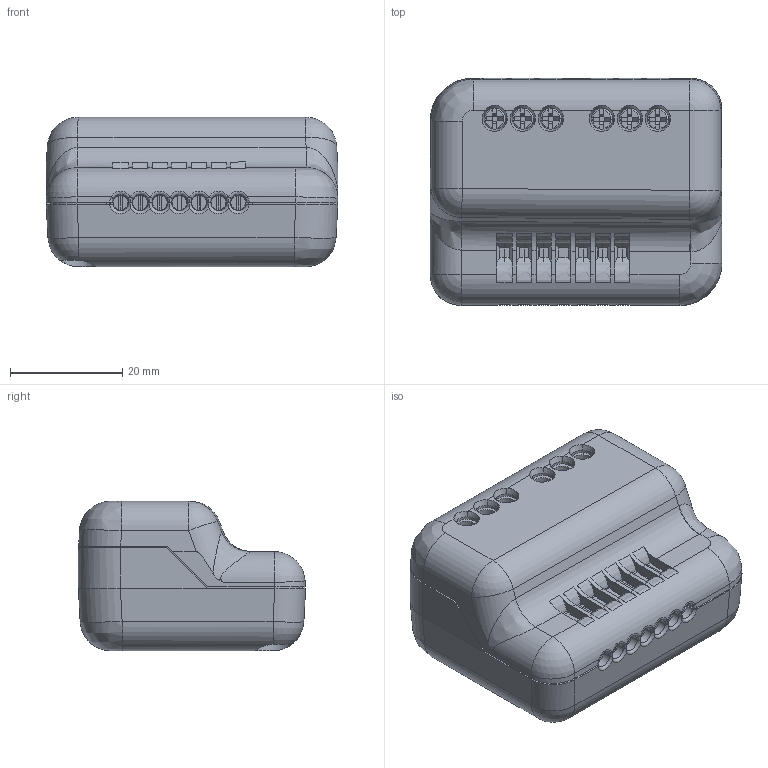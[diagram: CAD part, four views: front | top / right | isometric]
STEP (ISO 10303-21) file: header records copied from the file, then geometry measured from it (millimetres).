
FILE_DESCRIPTION((''),'2;1');
FILE_NAME('multipla.stp','2025-05-07T16:14:33',(''),(''),'STEP Write','Mastercam X9 ... CNC Software, Inc.','');
FILE_SCHEMA(('AUTOMOTIVE_DESIGN'));
Length unit declared in the file: millimetre
Products named in the file (1): None
Bounding box: 52 x 40.51 x 26.65 mm (x, y, z)
Volume: 24207.3 mm3; surface area: 31664.8 mm2
Topology: 49 solids, 49 shells, 1813 faces, 5247 edges, 3759 vertices
Faces by surface type: plane 1319, cylinder 368, bspline 78, cone 20, torus 18, sphere 10
Full cylindrical faces by diameter (mm): 1 x7, 1.7 x2, 2 x12, 2.4 x6, 2.5 x2, 2.634 x1, 2.75 x6, 2.9 x7, 3.2 x4, 3.8 x6, 3.9 x12, 4.2 x8, 6 x4, 6.5 x2
Entity records: 63635 total; most frequent: CARTESIAN_POINT 17006, ORIENTED_EDGE 9590, DIRECTION 9166, EDGE_CURVE 4795, VECTOR 3774, LINE 3774, VERTEX_POINT 3158, AXIS2_PLACEMENT_3D 2696
